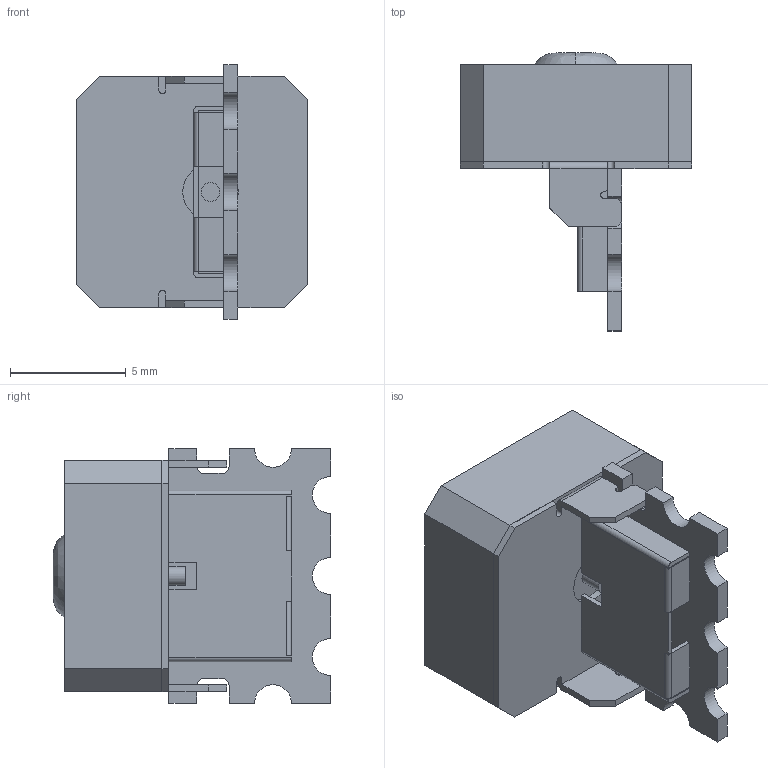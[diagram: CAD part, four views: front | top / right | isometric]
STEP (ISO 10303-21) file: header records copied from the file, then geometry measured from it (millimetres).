
FILE_DESCRIPTION (( 'STEP AP214' ), '1' );
FILE_NAME ('AP.10G.01_Web.STEP', '2020-01-03T05:52:38', ( '' ), ( '' ), 'SwSTEP 2.0', 'SolidWorks 2017', '' );
FILE_SCHEMA (( 'AUTOMOTIVE_DESIGN' ));
Length unit declared in the file: millimetre
Products named in the file (9): AP.10H_Patch; AP.10H_PCB; AP.10G.01_Web; AP.10H_Shielding case; AP.10H_Patch base
Assembly tree (4 placements, depth 2):
  AP.10H_Patch
  AP.10G.01_Web
    AP.10H_Patch
    AP.10H_Patch base
    AP.10H_PCB
    AP.10H_Shielding case
  AP.10H_Shielding case
  AP.10H_PCB
  AP.10H_Patch base
Bounding box: 10 x 12 x 11 mm (x, y, z)
Volume: 500.4 mm3; surface area: 868.8 mm2
Topology: 4 solids, 4 shells, 315 faces, 822 edges, 544 vertices
Faces by surface type: plane 212, bspline 67, cylinder 36
Entity records: 16669 total; most frequent: CARTESIAN_POINT 5596, ORIENTED_EDGE 1644, DIRECTION 1278, EDGE_CURVE 822, LINE 614, VECTOR 614, VERTEX_POINT 544, EDGE_LOOP 346
